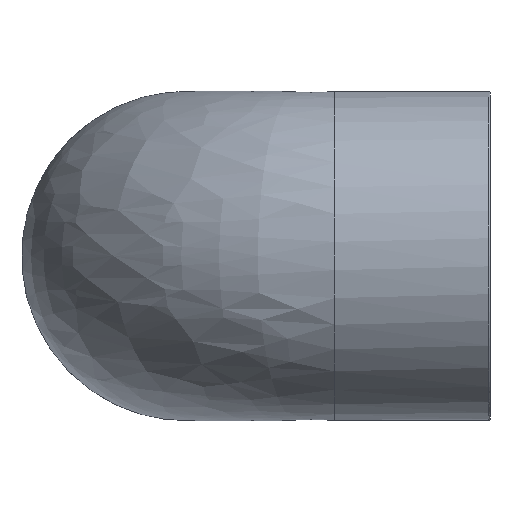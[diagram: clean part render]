
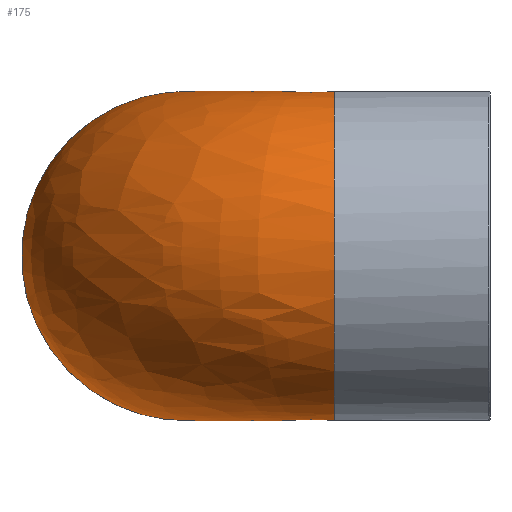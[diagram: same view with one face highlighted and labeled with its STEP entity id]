
A CAD part, left-side view. The second image highlights one B-rep face of the part: STEP entity #175.
In plain terms, the highlighted free-form (B-spline) face has degree [2, 2] with [9, 3] control points.
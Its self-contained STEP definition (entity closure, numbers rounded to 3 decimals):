
#41=CIRCLE('',#195,64.5);
#42=CIRCLE('',#196,64.5);
#55=(
BOUNDED_SURFACE()
B_SPLINE_SURFACE(2,2,((#325,#326,#327),(#328,#329,#330),(#331,#332,#333),
(#334,#335,#336),(#337,#338,#339),(#340,#341,#342),(#343,#344,#345),(#346,
#347,#348),(#349,#350,#351)),.UNSPECIFIED.,.F.,.F.,.F.)
B_SPLINE_SURFACE_WITH_KNOTS((3,2,2,2,3),(3,3),(-2.674,-1.337,
0.,1.337,2.674),(0.,1.571),
 .UNSPECIFIED.)
GEOMETRIC_REPRESENTATION_ITEM()
RATIONAL_B_SPLINE_SURFACE(((1.,0.707,1.),(0.785,
0.555,0.785),(1.,0.707,1.),(0.785,
0.555,0.785),(1.,0.707,1.),(0.785,
0.555,0.785),(1.,0.707,1.),(0.785,
0.555,0.785),(1.,0.707,1.)))
REPRESENTATION_ITEM('')
SURFACE()
);
#57=FACE_OUTER_BOUND('',#72,.T.);
#72=EDGE_LOOP('',(#141,#142,#143,#144));
#99=ELLIPSE('',#191,0.529,0.5);
#101=ELLIPSE('',#193,0.529,0.5);
#103=VERTEX_POINT('',#317);
#104=VERTEX_POINT('',#318);
#105=VERTEX_POINT('',#320);
#106=VERTEX_POINT('',#322);
#119=EDGE_CURVE('',#103,#104,#99,.T.);
#121=EDGE_CURVE('',#106,#105,#101,.T.);
#123=EDGE_CURVE('',#105,#103,#41,.T.);
#124=EDGE_CURVE('',#106,#104,#42,.T.);
#141=ORIENTED_EDGE('',*,*,#121,.T.);
#142=ORIENTED_EDGE('',*,*,#123,.T.);
#143=ORIENTED_EDGE('',*,*,#119,.T.);
#144=ORIENTED_EDGE('',*,*,#124,.F.);
#175=ADVANCED_FACE('',(#57),#55,.F.);
#191=AXIS2_PLACEMENT_3D('',#319,#224,#225);
#193=AXIS2_PLACEMENT_3D('',#323,#228,#229);
#195=AXIS2_PLACEMENT_3D('',#352,#232,#233);
#196=AXIS2_PLACEMENT_3D('',#353,#234,#235);
#224=DIRECTION('center_axis',(0.204,-0.204,-0.958));
#225=DIRECTION('ref_axis',(-0.677,0.677,-0.288));
#228=DIRECTION('center_axis',(0.204,-0.204,0.958));
#229=DIRECTION('ref_axis',(0.677,-0.677,-0.288));
#232=DIRECTION('center_axis',(0.,1.,0.));
#233=DIRECTION('ref_axis',(-1.,0.,0.));
#234=DIRECTION('center_axis',(1.,0.,0.));
#235=DIRECTION('ref_axis',(0.,1.,0.));
#317=CARTESIAN_POINT('',(57.554,61.,29.117));
#318=CARTESIAN_POINT('',(58.,61.446,29.117));
#319=CARTESIAN_POINT('Origin',(58.055,60.945,29.235));
#320=CARTESIAN_POINT('',(57.554,61.,-29.117));
#322=CARTESIAN_POINT('',(58.,61.446,-29.117));
#323=CARTESIAN_POINT('Origin',(58.055,60.945,-29.235));
#325=CARTESIAN_POINT('Ctrl Pts',(57.576,61.,29.073));
#326=CARTESIAN_POINT('Ctrl Pts',(57.576,61.424,29.073));
#327=CARTESIAN_POINT('Ctrl Pts',(58.,61.424,29.073));
#328=CARTESIAN_POINT('Ctrl Pts',(34.614,61.,74.547));
#329=CARTESIAN_POINT('Ctrl Pts',(34.614,84.386,74.547));
#330=CARTESIAN_POINT('Ctrl Pts',(58.,84.386,74.547));
#331=CARTESIAN_POINT('Ctrl Pts',(-14.943,61.,62.745));
#332=CARTESIAN_POINT('Ctrl Pts',(-14.943,133.943,62.745));
#333=CARTESIAN_POINT('Ctrl Pts',(58.,133.943,62.745));
#334=CARTESIAN_POINT('Ctrl Pts',(-64.5,61.,50.943));
#335=CARTESIAN_POINT('Ctrl Pts',(-64.5,183.5,50.943));
#336=CARTESIAN_POINT('Ctrl Pts',(58.,183.5,50.943));
#337=CARTESIAN_POINT('Ctrl Pts',(-64.5,61.,0.));
#338=CARTESIAN_POINT('Ctrl Pts',(-64.5,183.5,0.));
#339=CARTESIAN_POINT('Ctrl Pts',(58.,183.5,0.));
#340=CARTESIAN_POINT('Ctrl Pts',(-64.5,61.,-50.943));
#341=CARTESIAN_POINT('Ctrl Pts',(-64.5,183.5,-50.943));
#342=CARTESIAN_POINT('Ctrl Pts',(58.,183.5,-50.943));
#343=CARTESIAN_POINT('Ctrl Pts',(-14.943,61.,-62.745));
#344=CARTESIAN_POINT('Ctrl Pts',(-14.943,133.943,-62.745));
#345=CARTESIAN_POINT('Ctrl Pts',(58.,133.943,-62.745));
#346=CARTESIAN_POINT('Ctrl Pts',(34.614,61.,-74.547));
#347=CARTESIAN_POINT('Ctrl Pts',(34.614,84.386,-74.547));
#348=CARTESIAN_POINT('Ctrl Pts',(58.,84.386,-74.547));
#349=CARTESIAN_POINT('Ctrl Pts',(57.576,61.,-29.073));
#350=CARTESIAN_POINT('Ctrl Pts',(57.576,61.424,-29.073));
#351=CARTESIAN_POINT('Ctrl Pts',(58.,61.424,-29.073));
#352=CARTESIAN_POINT('Origin',(0.,61.,0.));
#353=CARTESIAN_POINT('Origin',(58.,119.,0.));
